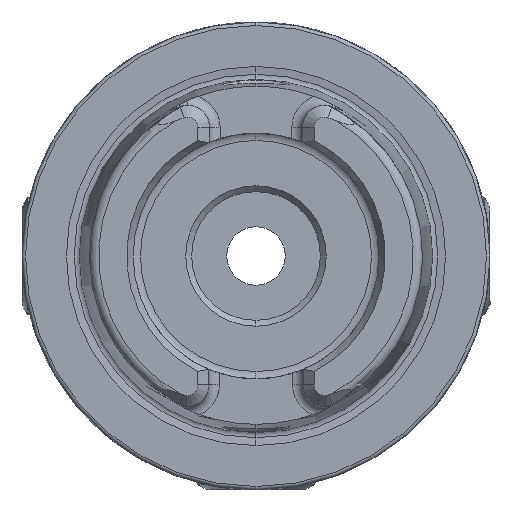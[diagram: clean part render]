
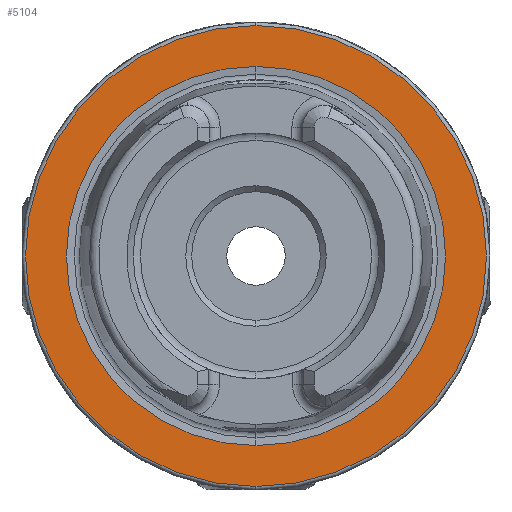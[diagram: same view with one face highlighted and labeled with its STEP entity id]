
A CAD part, left-side view. The second image highlights one B-rep face of the part: STEP entity #5104.
In plain terms, the highlighted planar face has unit normal (-1, 0, 0).
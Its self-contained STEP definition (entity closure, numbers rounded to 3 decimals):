
#109 = AXIS2_PLACEMENT_3D ( 'NONE', #6039, #6040, #6041 ) ;
#111 = AXIS2_PLACEMENT_3D ( 'NONE', #6050, #6051, #6052 ) ;
#249 = CIRCLE ( 'NONE', #109, 19.7 ) ;
#254 = CIRCLE ( 'NONE', #111, 16.207 ) ;
#2162 = EDGE_CURVE ( 'NONE', #8000, #8079, #4254, .T. ) ;
#2163 = EDGE_CURVE ( 'NONE', #7979, #7953, #4256, .T. ) ;
#2547 = CARTESIAN_POINT ( 'NONE',  ( 0., 0., -16.207 ) ) ;
#2600 = CARTESIAN_POINT ( 'NONE',  ( 0., 0., 16.207 ) ) ;
#2621 = CARTESIAN_POINT ( 'NONE',  ( 0., 0., -19.7 ) ) ;
#2700 = CARTESIAN_POINT ( 'NONE',  ( 0., 0., 19.7 ) ) ;
#4254 = CIRCLE ( 'NONE', #8339, 19.7 ) ;
#4256 = CIRCLE ( 'NONE', #8340, 16.207 ) ;
#4567 = CARTESIAN_POINT ( 'NONE',  ( 0., 19.7, 0. ) ) ;
#4570 = PLANE ( 'NONE',  #7196 ) ;
#4572 = DIRECTION ( 'NONE',  ( 1., 0., 0. ) ) ;
#4573 = DIRECTION ( 'NONE',  ( 0., 0., -1. ) ) ;
#5104 = ADVANCED_FACE ( 'NONE', ( #5240, #5244 ), #4570, .F. ) ;
#5240 = FACE_BOUND ( 'NONE', #8473, .T. ) ;
#5244 = FACE_OUTER_BOUND ( 'NONE', #8477, .T. ) ;
#6039 = CARTESIAN_POINT ( 'NONE',  ( 0., 0., 0. ) ) ;
#6040 = DIRECTION ( 'NONE',  ( -1., 0., 0. ) ) ;
#6041 = DIRECTION ( 'NONE',  ( 0., 0., 1. ) ) ;
#6050 = CARTESIAN_POINT ( 'NONE',  ( 0., 0., 0. ) ) ;
#6051 = DIRECTION ( 'NONE',  ( -1., 0., 0. ) ) ;
#6052 = DIRECTION ( 'NONE',  ( 0., 0., 1. ) ) ;
#6560 = CARTESIAN_POINT ( 'NONE',  ( 0., 0., 0. ) ) ;
#6561 = DIRECTION ( 'NONE',  ( -1., 0., 0. ) ) ;
#6562 = DIRECTION ( 'NONE',  ( 0., 0., 1. ) ) ;
#6565 = CARTESIAN_POINT ( 'NONE',  ( 0., 0., 0. ) ) ;
#6566 = DIRECTION ( 'NONE',  ( -1., 0., 0. ) ) ;
#6567 = DIRECTION ( 'NONE',  ( 0., 0., 1. ) ) ;
#7196 = AXIS2_PLACEMENT_3D ( 'NONE', #4567, #4572, #4573 ) ;
#7953 = VERTEX_POINT ( 'NONE', #2547 ) ;
#7979 = VERTEX_POINT ( 'NONE', #2600 ) ;
#8000 = VERTEX_POINT ( 'NONE', #2621 ) ;
#8079 = VERTEX_POINT ( 'NONE', #2700 ) ;
#8259 = EDGE_CURVE ( 'NONE', #8079, #8000, #249, .T. ) ;
#8263 = EDGE_CURVE ( 'NONE', #7953, #7979, #254, .T. ) ;
#8339 = AXIS2_PLACEMENT_3D ( 'NONE', #6560, #6561, #6562 ) ;
#8340 = AXIS2_PLACEMENT_3D ( 'NONE', #6565, #6566, #6567 ) ;
#8473 = EDGE_LOOP ( 'NONE', ( #8573, #8572 ) ) ;
#8477 = EDGE_LOOP ( 'NONE', ( #8571, #8570 ) ) ;
#8570 = ORIENTED_EDGE ( 'NONE', *, *, #2162, .T. ) ;
#8571 = ORIENTED_EDGE ( 'NONE', *, *, #8259, .T. ) ;
#8572 = ORIENTED_EDGE ( 'NONE', *, *, #8263, .F. ) ;
#8573 = ORIENTED_EDGE ( 'NONE', *, *, #2163, .F. ) ;
